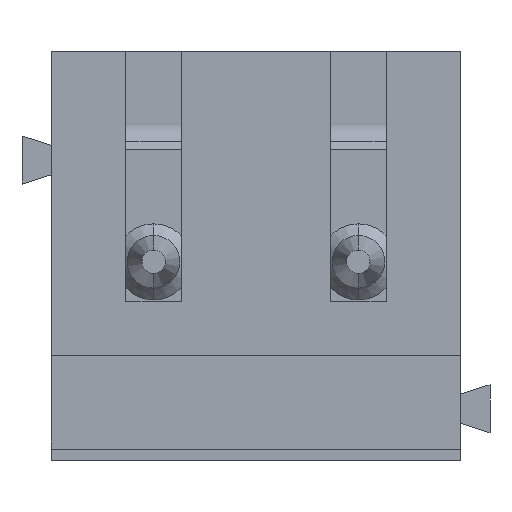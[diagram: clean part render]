
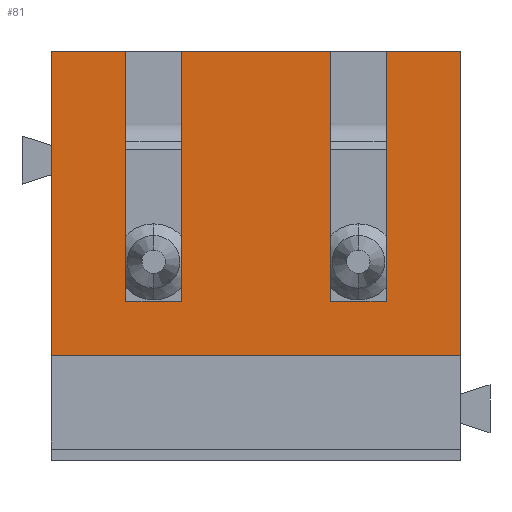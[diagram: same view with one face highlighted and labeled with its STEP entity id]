
A CAD part, front view. The second image highlights one B-rep face of the part: STEP entity #81.
In plain terms, the highlighted planar face has unit normal (0, -1, 0).
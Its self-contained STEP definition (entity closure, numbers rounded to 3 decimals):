
#19 = CARTESIAN_POINT ( 'NONE',  ( 0., 0.1, 3.5 ) ) ;
#81 = ADVANCED_FACE ( 'NONE', ( #4139 ), #1808, .T. ) ;
#145 = DIRECTION ( 'NONE',  ( 0., -1., 0. ) ) ;
#164 = CARTESIAN_POINT ( 'NONE',  ( 2.225, 0.1, 3.5 ) ) ;
#174 = LINE ( 'NONE', #1117, #4150 ) ;
#232 = VECTOR ( 'NONE', #1829, 1000. ) ;
#260 = LINE ( 'NONE', #4003, #2971 ) ;
#333 = ORIENTED_EDGE ( 'NONE', *, *, #3539, .F. ) ;
#403 = VERTEX_POINT ( 'NONE', #3219 ) ;
#412 = ORIENTED_EDGE ( 'NONE', *, *, #6925, .T. ) ;
#508 = LINE ( 'NONE', #1101, #6510 ) ;
#537 = CARTESIAN_POINT ( 'NONE',  ( 2.225, 0.1, -0.775 ) ) ;
#591 = ORIENTED_EDGE ( 'NONE', *, *, #6785, .F. ) ;
#623 = CARTESIAN_POINT ( 'NONE',  ( 0., 0.1, -0.775 ) ) ;
#690 = AXIS2_PLACEMENT_3D ( 'NONE', #5034, #145, #3928 ) ;
#718 = CARTESIAN_POINT ( 'NONE',  ( 0., 0.1, -0.775 ) ) ;
#733 = ORIENTED_EDGE ( 'NONE', *, *, #3466, .T. ) ;
#762 = DIRECTION ( 'NONE',  ( -1., 0., 0. ) ) ;
#857 = ORIENTED_EDGE ( 'NONE', *, *, #1032, .T. ) ;
#1032 = EDGE_CURVE ( 'NONE', #1105, #4490, #3105, .T. ) ;
#1101 = CARTESIAN_POINT ( 'NONE',  ( 2.225, 0.1, 3.5 ) ) ;
#1105 = VERTEX_POINT ( 'NONE', #6347 ) ;
#1117 = CARTESIAN_POINT ( 'NONE',  ( 1.275, 0.1, 3.5 ) ) ;
#1184 = VECTOR ( 'NONE', #3052, 1000. ) ;
#1194 = VERTEX_POINT ( 'NONE', #5396 ) ;
#1239 = ORIENTED_EDGE ( 'NONE', *, *, #2357, .T. ) ;
#1258 = CARTESIAN_POINT ( 'NONE',  ( 0., 0.1, 3.5 ) ) ;
#1268 = VECTOR ( 'NONE', #6509, 1000. ) ;
#1314 = EDGE_CURVE ( 'NONE', #2722, #403, #3184, .T. ) ;
#1468 = CARTESIAN_POINT ( 'NONE',  ( 0., 0.1, 3.5 ) ) ;
#1517 = CARTESIAN_POINT ( 'NONE',  ( -3.5, 0.1, 3.5 ) ) ;
#1617 = ORIENTED_EDGE ( 'NONE', *, *, #2401, .T. ) ;
#1800 = ORIENTED_EDGE ( 'NONE', *, *, #6530, .F. ) ;
#1808 = PLANE ( 'NONE',  #690 ) ;
#1821 = VECTOR ( 'NONE', #3283, 1000. ) ;
#1829 = DIRECTION ( 'NONE',  ( -1., 0., 0. ) ) ;
#1966 = DIRECTION ( 'NONE',  ( 0., 0., -1. ) ) ;
#2022 = CARTESIAN_POINT ( 'NONE',  ( -2.225, 0.1, 3.5 ) ) ;
#2075 = CARTESIAN_POINT ( 'NONE',  ( -3.5, 0.1, -1.7 ) ) ;
#2147 = LINE ( 'NONE', #6009, #1821 ) ;
#2176 = EDGE_CURVE ( 'NONE', #6086, #4410, #4186, .T. ) ;
#2357 = EDGE_CURVE ( 'NONE', #4490, #4410, #6884, .T. ) ;
#2401 = EDGE_CURVE ( 'NONE', #2722, #6452, #2147, .T. ) ;
#2568 = ORIENTED_EDGE ( 'NONE', *, *, #1314, .F. ) ;
#2577 = ORIENTED_EDGE ( 'NONE', *, *, #6718, .F. ) ;
#2581 = EDGE_LOOP ( 'NONE', ( #1239, #6432, #1800, #333, #412, #591, #2577, #733, #2568, #1617, #4260, #857 ) ) ;
#2722 = VERTEX_POINT ( 'NONE', #4804 ) ;
#2968 = LINE ( 'NONE', #718, #3644 ) ;
#2971 = VECTOR ( 'NONE', #6674, 1000. ) ;
#3052 = DIRECTION ( 'NONE',  ( 1., 0., 0. ) ) ;
#3105 = LINE ( 'NONE', #1517, #6238 ) ;
#3184 = LINE ( 'NONE', #623, #5371 ) ;
#3217 = LINE ( 'NONE', #1468, #1184 ) ;
#3219 = CARTESIAN_POINT ( 'NONE',  ( -1.275, 0.1, -0.775 ) ) ;
#3283 = DIRECTION ( 'NONE',  ( 0., 0., 1. ) ) ;
#3358 = LINE ( 'NONE', #1258, #232 ) ;
#3466 = EDGE_CURVE ( 'NONE', #4131, #403, #260, .T. ) ;
#3539 = EDGE_CURVE ( 'NONE', #4668, #3693, #508, .T. ) ;
#3587 = CARTESIAN_POINT ( 'NONE',  ( 3.5, 0.1, -1.7 ) ) ;
#3644 = VECTOR ( 'NONE', #762, 1000. ) ;
#3673 = CARTESIAN_POINT ( 'NONE',  ( 1.275, 0.1, -0.775 ) ) ;
#3693 = VERTEX_POINT ( 'NONE', #164 ) ;
#3928 = DIRECTION ( 'NONE',  ( 0., 0., -1. ) ) ;
#4003 = CARTESIAN_POINT ( 'NONE',  ( -1.275, 0.1, 3.5 ) ) ;
#4131 = VERTEX_POINT ( 'NONE', #5466 ) ;
#4139 = FACE_OUTER_BOUND ( 'NONE', #2581, .T. ) ;
#4140 = CARTESIAN_POINT ( 'NONE',  ( 3.5, 0.1, 3.5 ) ) ;
#4150 = VECTOR ( 'NONE', #4342, 1000. ) ;
#4161 = DIRECTION ( 'NONE',  ( 0., 0., -1. ) ) ;
#4186 = LINE ( 'NONE', #4140, #6798 ) ;
#4260 = ORIENTED_EDGE ( 'NONE', *, *, #5390, .T. ) ;
#4342 = DIRECTION ( 'NONE',  ( 0., 0., -1. ) ) ;
#4385 = DIRECTION ( 'NONE',  ( 1., 0., 0. ) ) ;
#4410 = VERTEX_POINT ( 'NONE', #3587 ) ;
#4490 = VERTEX_POINT ( 'NONE', #2075 ) ;
#4668 = VERTEX_POINT ( 'NONE', #537 ) ;
#4804 = CARTESIAN_POINT ( 'NONE',  ( -2.225, 0.1, -0.775 ) ) ;
#4851 = DIRECTION ( 'NONE',  ( 0., 0., 1. ) ) ;
#5034 = CARTESIAN_POINT ( 'NONE',  ( 0., 0.1, 3.5 ) ) ;
#5371 = VECTOR ( 'NONE', #4385, 1000. ) ;
#5390 = EDGE_CURVE ( 'NONE', #6452, #1105, #3358, .T. ) ;
#5396 = CARTESIAN_POINT ( 'NONE',  ( 1.275, 0.1, 3.5 ) ) ;
#5449 = VECTOR ( 'NONE', #5942, 1000. ) ;
#5466 = CARTESIAN_POINT ( 'NONE',  ( -1.275, 0.1, 3.5 ) ) ;
#5740 = VERTEX_POINT ( 'NONE', #3673 ) ;
#5913 = CARTESIAN_POINT ( 'NONE',  ( 3.5, 0.1, 3.5 ) ) ;
#5942 = DIRECTION ( 'NONE',  ( 1., 0., 0. ) ) ;
#6009 = CARTESIAN_POINT ( 'NONE',  ( -2.225, 0.1, 3.5 ) ) ;
#6086 = VERTEX_POINT ( 'NONE', #5913 ) ;
#6238 = VECTOR ( 'NONE', #4161, 1000. ) ;
#6269 = LINE ( 'NONE', #19, #1268 ) ;
#6347 = CARTESIAN_POINT ( 'NONE',  ( -3.5, 0.1, 3.5 ) ) ;
#6375 = CARTESIAN_POINT ( 'NONE',  ( 0., 0.1, -1.7 ) ) ;
#6432 = ORIENTED_EDGE ( 'NONE', *, *, #2176, .F. ) ;
#6452 = VERTEX_POINT ( 'NONE', #2022 ) ;
#6509 = DIRECTION ( 'NONE',  ( 1., 0., 0. ) ) ;
#6510 = VECTOR ( 'NONE', #4851, 1000. ) ;
#6530 = EDGE_CURVE ( 'NONE', #3693, #6086, #3217, .T. ) ;
#6674 = DIRECTION ( 'NONE',  ( 0., 0., -1. ) ) ;
#6718 = EDGE_CURVE ( 'NONE', #4131, #1194, #6269, .T. ) ;
#6785 = EDGE_CURVE ( 'NONE', #1194, #5740, #174, .T. ) ;
#6798 = VECTOR ( 'NONE', #1966, 1000. ) ;
#6884 = LINE ( 'NONE', #6375, #5449 ) ;
#6925 = EDGE_CURVE ( 'NONE', #4668, #5740, #2968, .T. ) ;
